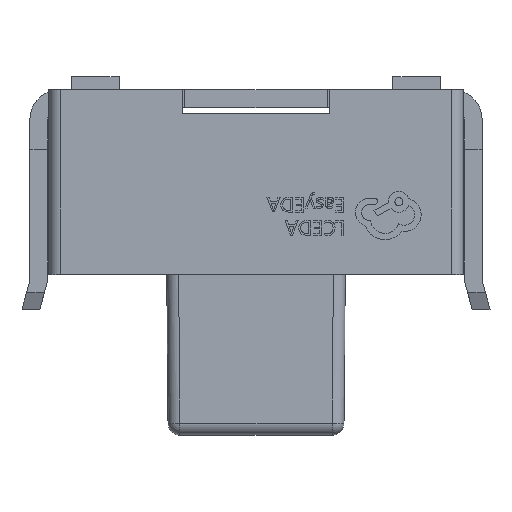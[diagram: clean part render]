
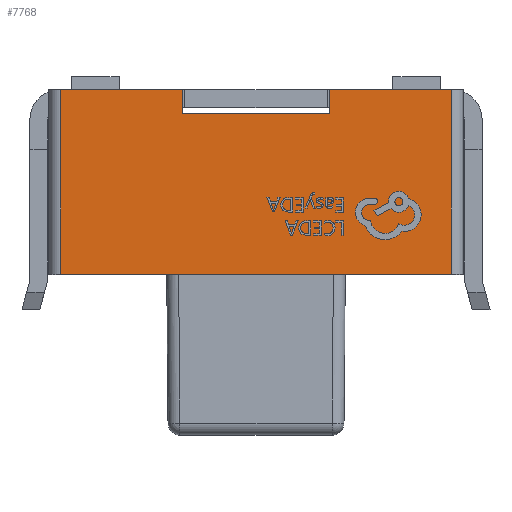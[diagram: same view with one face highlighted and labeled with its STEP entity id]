
A CAD part, top view. The second image highlights one B-rep face of the part: STEP entity #7768.
In plain terms, the highlighted planar face has unit normal (0, 0, 1).
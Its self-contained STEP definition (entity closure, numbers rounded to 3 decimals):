
#381 = CARTESIAN_POINT ( 'NONE',  ( -1.64, -0.772, 1.653 ) ) ;
#382 = VERTEX_POINT ( 'NONE', #18001 ) ;
#627 = AXIS2_PLACEMENT_3D ( 'NONE', #13654, #6110, #16667 ) ;
#832 = EDGE_CURVE ( 'NONE', #10065, #13588, #16339, .T. ) ;
#852 = CARTESIAN_POINT ( 'NONE',  ( -0.62, 0.778, 1.653 ) ) ;
#1056 = CARTESIAN_POINT ( 'NONE',  ( -1.9, 0.778, 1.653 ) ) ;
#1232 = VECTOR ( 'NONE', #14619, 1000. ) ;
#1606 = PLANE ( 'NONE',  #627 ) ;
#1756 = CARTESIAN_POINT ( 'NONE',  ( -1.64, -0.772, 1.653 ) ) ;
#1829 = LINE ( 'NONE', #14405, #10816 ) ;
#1990 = VERTEX_POINT ( 'NONE', #6504 ) ;
#2134 = EDGE_CURVE ( 'NONE', #10065, #3725, #17679, .T. ) ;
#2458 = LINE ( 'NONE', #1056, #1232 ) ;
#2701 = CARTESIAN_POINT ( 'NONE',  ( -1.9, -0.772, 1.653 ) ) ;
#3055 = ORIENTED_EDGE ( 'NONE', *, *, #4705, .T. ) ;
#3595 = DIRECTION ( 'NONE',  ( 0., -1., 0. ) ) ;
#3725 = VERTEX_POINT ( 'NONE', #15621 ) ;
#4079 = DIRECTION ( 'NONE',  ( 0., 1., 0. ) ) ;
#4589 = EDGE_CURVE ( 'NONE', #13782, #382, #2458, .T. ) ;
#4671 = CARTESIAN_POINT ( 'NONE',  ( 1.64, -0.772, 1.653 ) ) ;
#4705 = EDGE_CURVE ( 'NONE', #1990, #9761, #1829, .T. ) ;
#4800 = ORIENTED_EDGE ( 'NONE', *, *, #4589, .T. ) ;
#5355 = ORIENTED_EDGE ( 'NONE', *, *, #12470, .T. ) ;
#5565 = LINE ( 'NONE', #5665, #16426 ) ;
#5665 = CARTESIAN_POINT ( 'NONE',  ( -1.9, 0.578, 1.653 ) ) ;
#5777 = DIRECTION ( 'NONE',  ( -1., 0., 0. ) ) ;
#6110 = DIRECTION ( 'NONE',  ( 0., 0., -1. ) ) ;
#6504 = CARTESIAN_POINT ( 'NONE',  ( 0.62, 0.778, 1.653 ) ) ;
#6675 = LINE ( 'NONE', #12739, #16569 ) ;
#7728 = ORIENTED_EDGE ( 'NONE', *, *, #17260, .T. ) ;
#7768 = ADVANCED_FACE ( 'NONE', ( #10518 ), #1606, .F. ) ;
#8241 = VECTOR ( 'NONE', #17547, 1000. ) ;
#8529 = ORIENTED_EDGE ( 'NONE', *, *, #2134, .T. ) ;
#8861 = VECTOR ( 'NONE', #3595, 1000. ) ;
#9645 = DIRECTION ( 'NONE',  ( 0., -1., 0. ) ) ;
#9761 = VERTEX_POINT ( 'NONE', #12258 ) ;
#9909 = ORIENTED_EDGE ( 'NONE', *, *, #19115, .T. ) ;
#10065 = VERTEX_POINT ( 'NONE', #4671 ) ;
#10518 = FACE_OUTER_BOUND ( 'NONE', #14971, .T. ) ;
#10816 = VECTOR ( 'NONE', #9645, 1000. ) ;
#11651 = CARTESIAN_POINT ( 'NONE',  ( -1.9, 0.778, 1.653 ) ) ;
#12258 = CARTESIAN_POINT ( 'NONE',  ( 0.62, 0.578, 1.653 ) ) ;
#12401 = VECTOR ( 'NONE', #16165, 1000. ) ;
#12429 = LINE ( 'NONE', #381, #8861 ) ;
#12470 = EDGE_CURVE ( 'NONE', #9761, #19493, #5565, .T. ) ;
#12739 = CARTESIAN_POINT ( 'NONE',  ( -0.62, -0.772, 1.653 ) ) ;
#13024 = DIRECTION ( 'NONE',  ( -1., 0., 0. ) ) ;
#13588 = VERTEX_POINT ( 'NONE', #1756 ) ;
#13654 = CARTESIAN_POINT ( 'NONE',  ( -1.9, -0.772, 1.653 ) ) ;
#13770 = VECTOR ( 'NONE', #5777, 1000. ) ;
#13782 = VERTEX_POINT ( 'NONE', #852 ) ;
#14405 = CARTESIAN_POINT ( 'NONE',  ( 0.62, -0.772, 1.653 ) ) ;
#14619 = DIRECTION ( 'NONE',  ( -1., 0., 0. ) ) ;
#14738 = LINE ( 'NONE', #11651, #8241 ) ;
#14971 = EDGE_LOOP ( 'NONE', ( #4800, #9909, #18406, #8529, #19623, #3055, #5355, #7728 ) ) ;
#15583 = EDGE_CURVE ( 'NONE', #3725, #1990, #14738, .T. ) ;
#15621 = CARTESIAN_POINT ( 'NONE',  ( 1.64, 0.778, 1.653 ) ) ;
#16062 = CARTESIAN_POINT ( 'NONE',  ( 1.64, 0.778, 1.653 ) ) ;
#16165 = DIRECTION ( 'NONE',  ( 0., 1., 0. ) ) ;
#16339 = LINE ( 'NONE', #2701, #13770 ) ;
#16426 = VECTOR ( 'NONE', #13024, 1000. ) ;
#16569 = VECTOR ( 'NONE', #4079, 1000. ) ;
#16667 = DIRECTION ( 'NONE',  ( 0., 1., 0. ) ) ;
#17260 = EDGE_CURVE ( 'NONE', #19493, #13782, #6675, .T. ) ;
#17315 = CARTESIAN_POINT ( 'NONE',  ( -0.62, 0.578, 1.653 ) ) ;
#17547 = DIRECTION ( 'NONE',  ( -1., 0., 0. ) ) ;
#17679 = LINE ( 'NONE', #16062, #12401 ) ;
#18001 = CARTESIAN_POINT ( 'NONE',  ( -1.64, 0.778, 1.653 ) ) ;
#18406 = ORIENTED_EDGE ( 'NONE', *, *, #832, .F. ) ;
#19115 = EDGE_CURVE ( 'NONE', #382, #13588, #12429, .T. ) ;
#19493 = VERTEX_POINT ( 'NONE', #17315 ) ;
#19623 = ORIENTED_EDGE ( 'NONE', *, *, #15583, .T. ) ;
